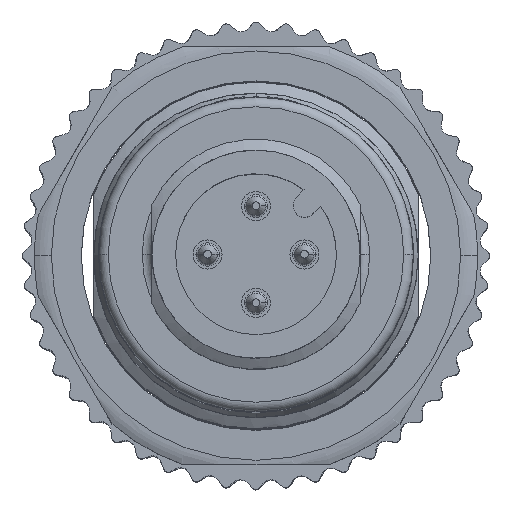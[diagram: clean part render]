
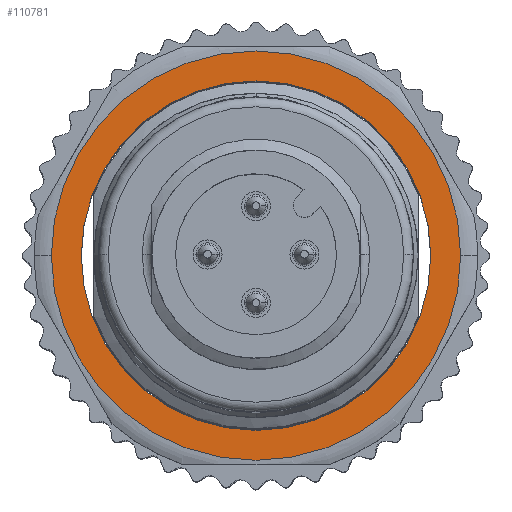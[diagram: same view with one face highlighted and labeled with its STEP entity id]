
A CAD part, top view. The second image highlights one B-rep face of the part: STEP entity #110781.
In plain terms, the highlighted face is planar.
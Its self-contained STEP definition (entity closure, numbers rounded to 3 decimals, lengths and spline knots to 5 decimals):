
#107374=CARTESIAN_POINT('',(0.,0.32,0.));
#107375=DIRECTION('',(0.,-1.,0.));
#107376=DIRECTION('',(1.,0.,0.));
#107377=AXIS2_PLACEMENT_3D('',#107374,#107375,#107376);
#107379=CARTESIAN_POINT('',(0.,0.32,0.));
#107380=DIRECTION('',(0.,-1.,0.));
#107381=DIRECTION('',(-1.,0.,0.));
#107382=AXIS2_PLACEMENT_3D('',#107379,#107380,#107381);
#107384=CARTESIAN_POINT('',(0.,0.32,0.));
#107385=DIRECTION('',(0.,1.,0.));
#107386=DIRECTION('',(1.,0.,0.));
#107387=AXIS2_PLACEMENT_3D('',#107384,#107385,#107386);
#107389=CARTESIAN_POINT('',(0.,0.32,0.));
#107390=DIRECTION('',(0.,1.,0.));
#107391=DIRECTION('',(-1.,0.,0.));
#107392=AXIS2_PLACEMENT_3D('',#107389,#107390,#107391);
#109512=CARTESIAN_POINT('',(0.355,0.32,0.));
#109513=CARTESIAN_POINT('',(-0.355,0.32,0.));
#109514=VERTEX_POINT('',#109512);
#109515=VERTEX_POINT('',#109513);
#109564=CARTESIAN_POINT('',(0.41584,0.32,0.));
#109565=CARTESIAN_POINT('',(-0.41584,0.32,0.));
#109566=VERTEX_POINT('',#109564);
#109567=VERTEX_POINT('',#109565);
#110766=CARTESIAN_POINT('',(0.,0.32,0.));
#110767=DIRECTION('',(0.,1.,0.));
#110768=DIRECTION('',(1.,0.,0.));
#110769=AXIS2_PLACEMENT_3D('',#110766,#110767,#110768);
#110770=PLANE('',#110769);
#110772=ORIENTED_EDGE('',*,*,#110771,.F.);
#110774=ORIENTED_EDGE('',*,*,#110773,.F.);
#110775=EDGE_LOOP('',(#110772,#110774));
#110776=FACE_OUTER_BOUND('',#110775,.F.);
#110777=ORIENTED_EDGE('',*,*,#110746,.F.);
#110778=ORIENTED_EDGE('',*,*,#110760,.F.);
#110779=EDGE_LOOP('',(#110777,#110778));
#110780=FACE_BOUND('',#110779,.F.);
#107378=CIRCLE('',#107377,0.355);
#107383=CIRCLE('',#107382,0.355);
#107388=CIRCLE('',#107387,0.41584);
#107393=CIRCLE('',#107392,0.41584);
#110746=EDGE_CURVE('',#109514,#109515,#107378,.T.);
#110760=EDGE_CURVE('',#109515,#109514,#107383,.T.);
#110771=EDGE_CURVE('',#109566,#109567,#107388,.T.);
#110773=EDGE_CURVE('',#109567,#109566,#107393,.T.);
#110781=ADVANCED_FACE('',(#110776,#110780),#110770,.T.);
